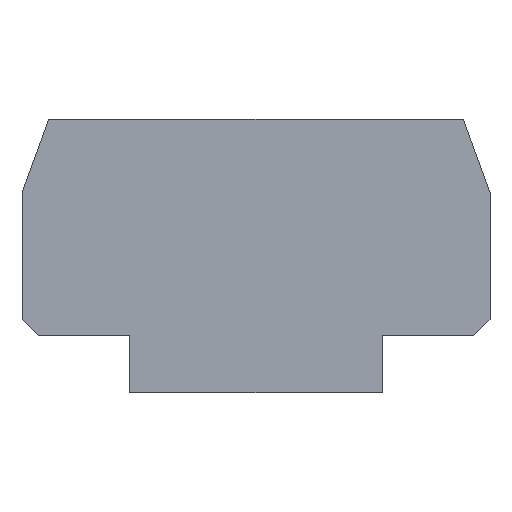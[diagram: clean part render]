
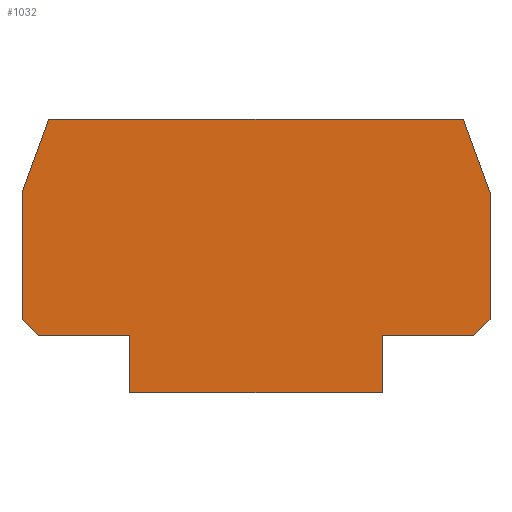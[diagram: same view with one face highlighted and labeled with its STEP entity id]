
A CAD part, top view. The second image highlights one B-rep face of the part: STEP entity #1032.
In plain terms, the highlighted planar face has unit normal (0, 0, 1).
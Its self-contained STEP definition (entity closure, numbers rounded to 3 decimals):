
#3 = VECTOR ( 'NONE', #253, 1000. ) ;
#31 = VERTEX_POINT ( 'NONE', #35 ) ;
#33 = DIRECTION ( 'NONE',  ( 0., 1., 0. ) ) ;
#35 = CARTESIAN_POINT ( 'NONE',  ( 28.7, 24.6, 1.5 ) ) ;
#52 = CARTESIAN_POINT ( 'NONE',  ( 0., 0., 1.5 ) ) ;
#54 = DIRECTION ( 'NONE',  ( 0., 0., -1. ) ) ;
#93 = CARTESIAN_POINT ( 'NONE',  ( -28.7, 24.6, 1.5 ) ) ;
#94 = EDGE_CURVE ( 'NONE', #128, #752, #773, .T. ) ;
#95 = ORIENTED_EDGE ( 'NONE', *, *, #497, .T. ) ;
#103 = VECTOR ( 'NONE', #212, 1000. ) ;
#104 = LINE ( 'NONE', #93, #637 ) ;
#107 = CARTESIAN_POINT ( 'NONE',  ( -15.5, 0., 1.5 ) ) ;
#108 = EDGE_CURVE ( 'NONE', #516, #272, #751, .T. ) ;
#113 = CARTESIAN_POINT ( 'NONE',  ( -15.5, 0., 1.5 ) ) ;
#125 = LINE ( 'NONE', #233, #355 ) ;
#128 = VERTEX_POINT ( 'NONE', #469 ) ;
#130 = CARTESIAN_POINT ( 'NONE',  ( 26.7, 7., 1.5 ) ) ;
#140 = CARTESIAN_POINT ( 'NONE',  ( -25.424, 33.6, 1.5 ) ) ;
#145 = CARTESIAN_POINT ( 'NONE',  ( -26.7, 7., 1.5 ) ) ;
#148 = LINE ( 'NONE', #997, #321 ) ;
#151 = VERTEX_POINT ( 'NONE', #130 ) ;
#181 = EDGE_CURVE ( 'NONE', #151, #863, #886, .T. ) ;
#183 = DIRECTION ( 'NONE',  ( -1., 0., 0. ) ) ;
#186 = VECTOR ( 'NONE', #614, 1000. ) ;
#212 = DIRECTION ( 'NONE',  ( 0., -1., 0. ) ) ;
#216 = VECTOR ( 'NONE', #577, 1000. ) ;
#231 = ORIENTED_EDGE ( 'NONE', *, *, #546, .T. ) ;
#233 = CARTESIAN_POINT ( 'NONE',  ( 25.424, 33.6, 1.5 ) ) ;
#250 = CARTESIAN_POINT ( 'NONE',  ( 15.5, 7., 1.5 ) ) ;
#253 = DIRECTION ( 'NONE',  ( 0., 1., 0. ) ) ;
#265 = DIRECTION ( 'NONE',  ( -0.342, -0.94, 0. ) ) ;
#272 = VERTEX_POINT ( 'NONE', #823 ) ;
#278 = LINE ( 'NONE', #250, #3 ) ;
#298 = CARTESIAN_POINT ( 'NONE',  ( 28.7, 24.6, 1.5 ) ) ;
#315 = ORIENTED_EDGE ( 'NONE', *, *, #811, .T. ) ;
#321 = VECTOR ( 'NONE', #183, 1000. ) ;
#338 = CARTESIAN_POINT ( 'NONE',  ( -15.5, 7., 1.5 ) ) ;
#342 = CARTESIAN_POINT ( 'NONE',  ( -26.7, 7., 1.5 ) ) ;
#343 = EDGE_CURVE ( 'NONE', #820, #998, #148, .T. ) ;
#348 = EDGE_LOOP ( 'NONE', ( #390, #954, #415, #95, #689, #494, #349, #442, #592, #231, #695, #315 ) ) ;
#349 = ORIENTED_EDGE ( 'NONE', *, *, #686, .T. ) ;
#355 = VECTOR ( 'NONE', #726, 1000. ) ;
#364 = VECTOR ( 'NONE', #789, 1000. ) ;
#390 = ORIENTED_EDGE ( 'NONE', *, *, #94, .T. ) ;
#394 = CARTESIAN_POINT ( 'NONE',  ( 28.7, 9., 1.5 ) ) ;
#415 = ORIENTED_EDGE ( 'NONE', *, *, #892, .T. ) ;
#435 = LINE ( 'NONE', #749, #216 ) ;
#442 = ORIENTED_EDGE ( 'NONE', *, *, #181, .T. ) ;
#453 = AXIS2_PLACEMENT_3D ( 'NONE', #52, #54, #645 ) ;
#469 = CARTESIAN_POINT ( 'NONE',  ( -28.7, 24.6, 1.5 ) ) ;
#480 = DIRECTION ( 'NONE',  ( 0.707, 0.707, 0. ) ) ;
#494 = ORIENTED_EDGE ( 'NONE', *, *, #677, .T. ) ;
#497 = EDGE_CURVE ( 'NONE', #681, #516, #824, .T. ) ;
#516 = VERTEX_POINT ( 'NONE', #107 ) ;
#525 = VECTOR ( 'NONE', #717, 1000. ) ;
#541 = CARTESIAN_POINT ( 'NONE',  ( -15.5, 7., 1.5 ) ) ;
#546 = EDGE_CURVE ( 'NONE', #31, #820, #125, .T. ) ;
#561 = LINE ( 'NONE', #298, #941 ) ;
#563 = PLANE ( 'NONE',  #453 ) ;
#577 = DIRECTION ( 'NONE',  ( 1., 0., 0. ) ) ;
#592 = ORIENTED_EDGE ( 'NONE', *, *, #912, .T. ) ;
#614 = DIRECTION ( 'NONE',  ( 0., -1., 0. ) ) ;
#620 = FACE_OUTER_BOUND ( 'NONE', #348, .T. ) ;
#637 = VECTOR ( 'NONE', #265, 1000. ) ;
#645 = DIRECTION ( 'NONE',  ( -1., 0., 0. ) ) ;
#668 = VECTOR ( 'NONE', #480, 1000. ) ;
#677 = EDGE_CURVE ( 'NONE', #272, #1034, #278, .T. ) ;
#681 = VERTEX_POINT ( 'NONE', #338 ) ;
#686 = EDGE_CURVE ( 'NONE', #1034, #151, #435, .T. ) ;
#689 = ORIENTED_EDGE ( 'NONE', *, *, #108, .T. ) ;
#695 = ORIENTED_EDGE ( 'NONE', *, *, #343, .T. ) ;
#717 = DIRECTION ( 'NONE',  ( 1., 0., 0. ) ) ;
#724 = VERTEX_POINT ( 'NONE', #342 ) ;
#726 = DIRECTION ( 'NONE',  ( -0.342, 0.94, 0. ) ) ;
#749 = CARTESIAN_POINT ( 'NONE',  ( 28.7, 7., 1.5 ) ) ;
#751 = LINE ( 'NONE', #870, #525 ) ;
#752 = VERTEX_POINT ( 'NONE', #756 ) ;
#756 = CARTESIAN_POINT ( 'NONE',  ( -28.7, 9., 1.5 ) ) ;
#773 = LINE ( 'NONE', #959, #103 ) ;
#789 = DIRECTION ( 'NONE',  ( 1., 0., 0. ) ) ;
#811 = EDGE_CURVE ( 'NONE', #998, #128, #104, .T. ) ;
#820 = VERTEX_POINT ( 'NONE', #844 ) ;
#823 = CARTESIAN_POINT ( 'NONE',  ( 15.5, 0., 1.5 ) ) ;
#824 = LINE ( 'NONE', #113, #186 ) ;
#843 = VECTOR ( 'NONE', #891, 1000. ) ;
#844 = CARTESIAN_POINT ( 'NONE',  ( 25.424, 33.6, 1.5 ) ) ;
#863 = VERTEX_POINT ( 'NONE', #928 ) ;
#870 = CARTESIAN_POINT ( 'NONE',  ( 15.5, 0., 1.5 ) ) ;
#886 = LINE ( 'NONE', #394, #668 ) ;
#891 = DIRECTION ( 'NONE',  ( 0.707, -0.707, 0. ) ) ;
#892 = EDGE_CURVE ( 'NONE', #724, #681, #975, .T. ) ;
#912 = EDGE_CURVE ( 'NONE', #863, #31, #561, .T. ) ;
#928 = CARTESIAN_POINT ( 'NONE',  ( 28.7, 9., 1.5 ) ) ;
#941 = VECTOR ( 'NONE', #33, 1000. ) ;
#954 = ORIENTED_EDGE ( 'NONE', *, *, #1020, .T. ) ;
#959 = CARTESIAN_POINT ( 'NONE',  ( -28.7, 7., 1.5 ) ) ;
#975 = LINE ( 'NONE', #541, #364 ) ;
#977 = CARTESIAN_POINT ( 'NONE',  ( 15.5, 7., 1.5 ) ) ;
#997 = CARTESIAN_POINT ( 'NONE',  ( -25.424, 33.6, 1.5 ) ) ;
#998 = VERTEX_POINT ( 'NONE', #140 ) ;
#1020 = EDGE_CURVE ( 'NONE', #752, #724, #1066, .T. ) ;
#1032 = ADVANCED_FACE ( 'NONE', ( #620 ), #563, .F. ) ;
#1034 = VERTEX_POINT ( 'NONE', #977 ) ;
#1066 = LINE ( 'NONE', #145, #843 ) ;
